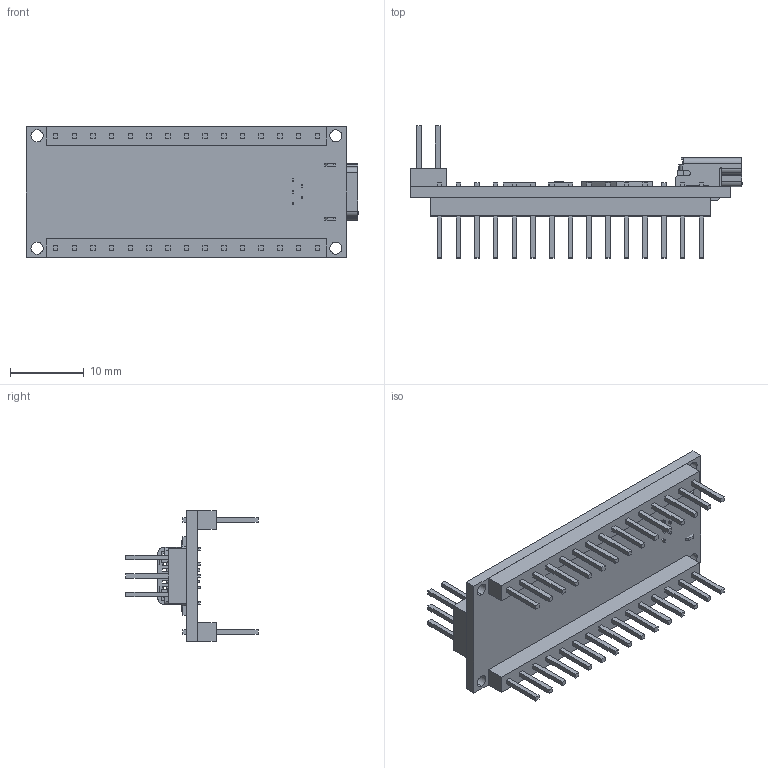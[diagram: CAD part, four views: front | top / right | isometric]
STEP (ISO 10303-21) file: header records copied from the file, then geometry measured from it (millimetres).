
FILE_DESCRIPTION (( 'STEP AP203' ), '1' );
FILE_NAME ('SAINSMART NANO V3.0 ATMEGA328.STEP', '2015-03-30T07:59:44', ( '' ), ( '' ), 'SwSTEP 2.0', 'SolidWorks 2014', '' );
FILE_SCHEMA (( 'CONFIG_CONTROL_DESIGN' ));
Length unit declared in the file: millimetre
Products named in the file (1): SAINSMART NANO V3.0 ATMEGA328
Bounding box: 45.1 x 17.95 x 17.78 mm (x, y, z)
Volume: 1992.5 mm3; surface area: 3429.7 mm2
Topology: 2 solids, 2 shells, 811 faces, 2152 edges, 1404 vertices
Faces by surface type: plane 715, cylinder 70, bspline 18, cone 8
Entity records: 25311 total; most frequent: CARTESIAN_POINT 5050, ORIENTED_EDGE 4304, DIRECTION 3832, EDGE_CURVE 2152, LINE 1972, VECTOR 1972, VERTEX_POINT 1404, AXIS2_PLACEMENT_3D 930
